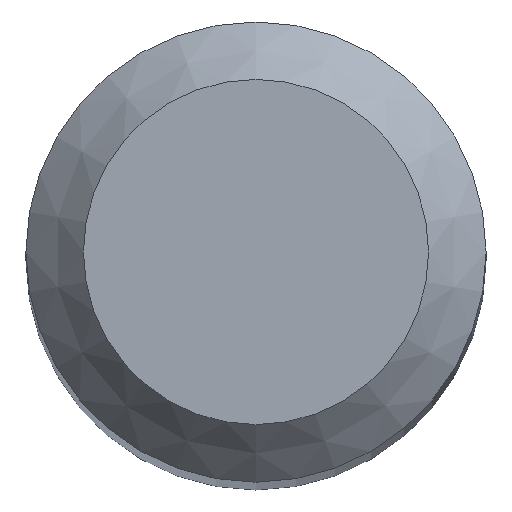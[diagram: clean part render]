
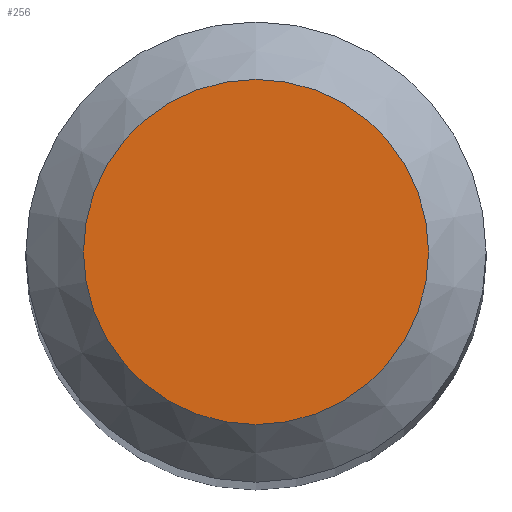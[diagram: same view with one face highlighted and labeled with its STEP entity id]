
A CAD part, top view. The second image highlights one B-rep face of the part: STEP entity #256.
In plain terms, the highlighted planar face has unit normal (0, 0, 1).
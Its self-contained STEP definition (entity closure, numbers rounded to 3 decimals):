
#7 = ORIENTED_EDGE ( 'NONE', *, *, #21, .F. ) ;
#10 = CARTESIAN_POINT ( 'NONE',  ( 0., 0., 66. ) ) ;
#21 = EDGE_CURVE ( 'NONE', #173, #173, #63, .T. ) ;
#63 = CIRCLE ( 'NONE', #104, 1.5 ) ;
#77 = AXIS2_PLACEMENT_3D ( 'NONE', #86, #151, #84 ) ;
#84 = DIRECTION ( 'NONE',  ( 0., 1., 0. ) ) ;
#86 = CARTESIAN_POINT ( 'NONE',  ( 0., 0., 66. ) ) ;
#101 = EDGE_LOOP ( 'NONE', ( #7 ) ) ;
#104 = AXIS2_PLACEMENT_3D ( 'NONE', #10, #201, #217 ) ;
#151 = DIRECTION ( 'NONE',  ( 0., 0., -1. ) ) ;
#152 = FACE_OUTER_BOUND ( 'NONE', #101, .T. ) ;
#173 = VERTEX_POINT ( 'NONE', #248 ) ;
#201 = DIRECTION ( 'NONE',  ( 0., 0., -1. ) ) ;
#209 = PLANE ( 'NONE',  #77 ) ;
#217 = DIRECTION ( 'NONE',  ( 0., 1., 0. ) ) ;
#248 = CARTESIAN_POINT ( 'NONE',  ( 0., 1.5, 66. ) ) ;
#256 = ADVANCED_FACE ( 'NONE', ( #152 ), #209, .F. ) ;
